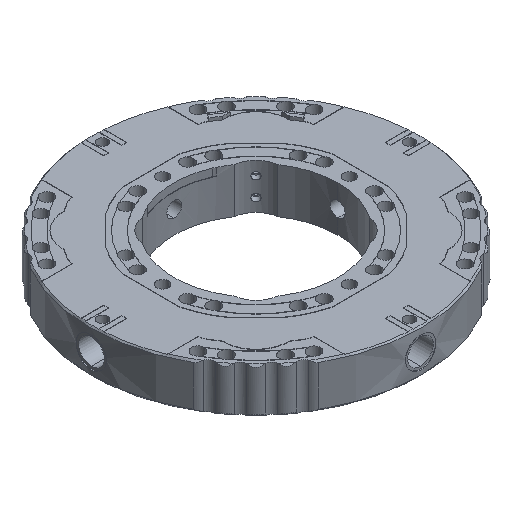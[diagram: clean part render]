
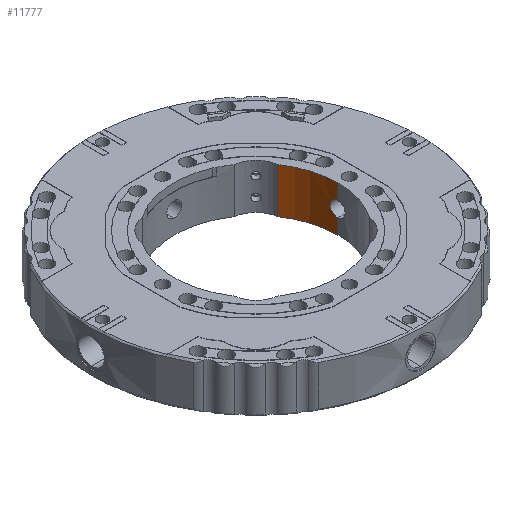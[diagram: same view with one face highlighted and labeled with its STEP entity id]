
A CAD part, isometric view. The second image highlights one B-rep face of the part: STEP entity #11777.
In plain terms, the highlighted cylindrical face has radius 69.215 mm (diameter 138.43 mm), a partial arc.
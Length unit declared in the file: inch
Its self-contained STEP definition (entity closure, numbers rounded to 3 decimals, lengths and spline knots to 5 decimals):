
#180 = CARTESIAN_POINT ( 'NONE',  ( 2.71776, 0.19874, 0.15254 ) ) ;
#398 = EDGE_CURVE ( 'NONE', #25555, #7640, #9885, .T. ) ;
#708 = VECTOR ( 'NONE', #6404, 39.37008 ) ;
#1122 = CARTESIAN_POINT ( 'NONE',  ( 2.71409, 0.24357, 0.05691 ) ) ;
#1856 = CARTESIAN_POINT ( 'NONE',  ( 2.71468, 0.23693, -0.08019 ) ) ;
#2072 = DIRECTION ( 'NONE',  ( 1., 0., 0. ) ) ;
#2163 = AXIS2_PLACEMENT_3D ( 'NONE', #17293, #4952, #19387 ) ;
#2459 = EDGE_CURVE ( 'NONE', #21692, #2614, #8861, .T. ) ;
#2614 = VERTEX_POINT ( 'NONE', #14406 ) ;
#3005 = VERTEX_POINT ( 'NONE', #11522 ) ;
#4394 = CARTESIAN_POINT ( 'NONE',  ( 2.725, 0., -0.745 ) ) ;
#4479 = CARTESIAN_POINT ( 'NONE',  ( 2.71572, 0.22474, -0.11072 ) ) ;
#4890 = CARTESIAN_POINT ( 'NONE',  ( 2.72002, 0.16512, 0.18841 ) ) ;
#4952 = DIRECTION ( 'NONE',  ( 0., 0., 1. ) ) ;
#5200 = EDGE_LOOP ( 'NONE', ( #14337, #20986, #13651, #25578, #20496, #21694 ) ) ;
#5698 = CARTESIAN_POINT ( 'NONE',  ( 2.71492, 0.23414, -0.088 ) ) ;
#5966 = CARTESIAN_POINT ( 'NONE',  ( 2.71366, 0.24836, 0.03294 ) ) ;
#6033 = CARTESIAN_POINT ( 'NONE',  ( 2.72382, 0.08042, 0.23685 ) ) ;
#6053 = CARTESIAN_POINT ( 'NONE',  ( 2.71426, 0.24168, -0.06449 ) ) ;
#6121 = CYLINDRICAL_SURFACE ( 'NONE', #22902, 2.725 ) ;
#6404 = DIRECTION ( 'NONE',  ( 0., 0., 1. ) ) ;
#6654 = CARTESIAN_POINT ( 'NONE',  ( 2.72179, 0.13235, -0.21225 ) ) ;
#6777 = FACE_OUTER_BOUND ( 'NONE', #5200, .T. ) ;
#7188 = EDGE_CURVE ( 'NONE', #3005, #7640, #17211, .T. ) ;
#7640 = VERTEX_POINT ( 'NONE', #14291 ) ;
#7882 = CARTESIAN_POINT ( 'NONE',  ( 2.725, 0., -0.25 ) ) ;
#8025 = CARTESIAN_POINT ( 'NONE',  ( 2.72485, 0.03254, 0.24842 ) ) ;
#8619 = CARTESIAN_POINT ( 'NONE',  ( 2.71469, 0.23681, 0.08055 ) ) ;
#8782 = CARTESIAN_POINT ( 'NONE',  ( 2.72214, 0.12494, 0.2167 ) ) ;
#8861 = LINE ( 'NONE', #16314, #19211 ) ;
#9108 = VERTEX_POINT ( 'NONE', #16373 ) ;
#9310 = CARTESIAN_POINT ( 'NONE',  ( 2.72427, 0.0652, -0.24191 ) ) ;
#9355 = EDGE_CURVE ( 'NONE', #25555, #9108, #21310, .T. ) ;
#9607 = CARTESIAN_POINT ( 'NONE',  ( 2.72181, 0.13203, 0.21245 ) ) ;
#9885 = B_SPLINE_CURVE_WITH_KNOTS ( 'NONE', 3,
 ( #11420, #26709, #8025, #11860, #18905, #6033, #12451, #11696, #8782, #9607, #13777, #4890, #19965, #180, #14227, #15114, #17493, #8619, #25083, #1122, #5966, #22265, #26480, #24234, #20030, #6053, #1856, #5698, #4479, #14205, #18227, #16984, #16564, #17269, #6654, #16772, #20404, #14030, #21633, #9310, #17989, #15744, #7882 ),
 .UNSPECIFIED., .F., .F.,
 ( 4, 2, 2, 1, 2, 2, 2, 2, 2, 2, 2, 2, 2, 2, 2, 2, 2, 2, 2, 2, 2, 4 ),
 ( 0.01986, 0.0211, 0.02173, 0.02235, 0.02297, 0.02359, 0.02483, 0.02607, 0.02731, 0.02793, 0.02855, 0.02979, 0.03103, 0.03165, 0.03228, 0.03352, 0.03476, 0.036, 0.03662, 0.03724, 0.03848, 0.03972 ),
 .UNSPECIFIED. ) ;
#10810 = CARTESIAN_POINT ( 'NONE',  ( 0., 0., -0.745 ) ) ;
#11089 = EDGE_CURVE ( 'NONE', #3005, #21692, #26700, .T. ) ;
#11420 = CARTESIAN_POINT ( 'NONE',  ( 2.725, 0., 0.25 ) ) ;
#11522 = CARTESIAN_POINT ( 'NONE',  ( 2.725, 0., -0.745 ) ) ;
#11696 = CARTESIAN_POINT ( 'NONE',  ( 2.72277, 0.11051, 0.2244 ) ) ;
#11777 = ADVANCED_FACE ( 'NONE', ( #6777 ), #6121, .F. ) ;
#11860 = CARTESIAN_POINT ( 'NONE',  ( 2.72442, 0.05673, 0.24362 ) ) ;
#12451 = CARTESIAN_POINT ( 'NONE',  ( 2.72335, 0.09577, 0.23136 ) ) ;
#12850 = DIRECTION ( 'NONE',  ( 0., 0., 1. ) ) ;
#12919 = CARTESIAN_POINT ( 'NONE',  ( 2.725, 0., 0.25 ) ) ;
#13185 = CARTESIAN_POINT ( 'NONE',  ( 2.725, 0., -0.745 ) ) ;
#13651 = ORIENTED_EDGE ( 'NONE', *, *, #398, .F. ) ;
#13777 = CARTESIAN_POINT ( 'NONE',  ( 2.72076, 0.15254, 0.19875 ) ) ;
#14030 = CARTESIAN_POINT ( 'NONE',  ( 2.72305, 0.10346, -0.22773 ) ) ;
#14205 = CARTESIAN_POINT ( 'NONE',  ( 2.71636, 0.21707, -0.12508 ) ) ;
#14227 = CARTESIAN_POINT ( 'NONE',  ( 2.71637, 0.2169, 0.12538 ) ) ;
#14291 = CARTESIAN_POINT ( 'NONE',  ( 2.725, 0., -0.25 ) ) ;
#14337 = ORIENTED_EDGE ( 'NONE', *, *, #11089, .F. ) ;
#14406 = CARTESIAN_POINT ( 'NONE',  ( 2.25663, 1.5275, 0.755 ) ) ;
#14459 = DIRECTION ( 'NONE',  ( 0., 0., 1. ) ) ;
#15114 = CARTESIAN_POINT ( 'NONE',  ( 2.71574, 0.22459, 0.11103 ) ) ;
#15744 = CARTESIAN_POINT ( 'NONE',  ( 2.725, 0.01652, -0.25 ) ) ;
#16314 = CARTESIAN_POINT ( 'NONE',  ( 2.25663, 1.5275, -0.745 ) ) ;
#16373 = CARTESIAN_POINT ( 'NONE',  ( 2.725, 0., 0.755 ) ) ;
#16564 = CARTESIAN_POINT ( 'NONE',  ( 2.72, 0.16538, -0.18819 ) ) ;
#16772 = CARTESIAN_POINT ( 'NONE',  ( 2.72213, 0.12525, -0.21652 ) ) ;
#16984 = CARTESIAN_POINT ( 'NONE',  ( 2.7185, 0.18842, -0.16512 ) ) ;
#17176 = EDGE_CURVE ( 'NONE', #9108, #2614, #17195, .T. ) ;
#17195 = CIRCLE ( 'NONE', #2163, 2.725 ) ;
#17211 = LINE ( 'NONE', #4394, #708 ) ;
#17269 = CARTESIAN_POINT ( 'NONE',  ( 2.72075, 0.15281, -0.19854 ) ) ;
#17293 = CARTESIAN_POINT ( 'NONE',  ( 0., 0., 0.755 ) ) ;
#17493 = CARTESIAN_POINT ( 'NONE',  ( 2.71494, 0.23401, 0.08835 ) ) ;
#17989 = CARTESIAN_POINT ( 'NONE',  ( 2.72485, 0.03287, -0.24838 ) ) ;
#18227 = CARTESIAN_POINT ( 'NONE',  ( 2.71774, 0.19896, -0.15225 ) ) ;
#18905 = CARTESIAN_POINT ( 'NONE',  ( 2.72424, 0.06476, 0.2416 ) ) ;
#19211 = VECTOR ( 'NONE', #26345, 39.37008 ) ;
#19387 = DIRECTION ( 'NONE',  ( 1., 0., 0. ) ) ;
#19965 = CARTESIAN_POINT ( 'NONE',  ( 2.71852, 0.18819, 0.16538 ) ) ;
#20030 = CARTESIAN_POINT ( 'NONE',  ( 2.71409, 0.24365, -0.05657 ) ) ;
#20404 = CARTESIAN_POINT ( 'NONE',  ( 2.72276, 0.11083, -0.22424 ) ) ;
#20496 = ORIENTED_EDGE ( 'NONE', *, *, #17176, .T. ) ;
#20676 = VECTOR ( 'NONE', #12850, 39.37008 ) ;
#20684 = CARTESIAN_POINT ( 'NONE',  ( 2.25663, 1.5275, -0.745 ) ) ;
#20986 = ORIENTED_EDGE ( 'NONE', *, *, #7188, .T. ) ;
#21216 = DIRECTION ( 'NONE',  ( 0., 0., 1. ) ) ;
#21310 = LINE ( 'NONE', #13185, #20676 ) ;
#21633 = CARTESIAN_POINT ( 'NONE',  ( 2.72384, 0.08091, -0.2371 ) ) ;
#21677 = AXIS2_PLACEMENT_3D ( 'NONE', #26810, #14459, #2072 ) ;
#21692 = VERTEX_POINT ( 'NONE', #20684 ) ;
#21694 = ORIENTED_EDGE ( 'NONE', *, *, #2459, .F. ) ;
#22265 = CARTESIAN_POINT ( 'NONE',  ( 2.71351, 0.24999, 0.0167 ) ) ;
#22902 = AXIS2_PLACEMENT_3D ( 'NONE', #10810, #21216, #25257 ) ;
#24234 = CARTESIAN_POINT ( 'NONE',  ( 2.71366, 0.2484, -0.03259 ) ) ;
#25083 = CARTESIAN_POINT ( 'NONE',  ( 2.71427, 0.24159, 0.06483 ) ) ;
#25257 = DIRECTION ( 'NONE',  ( 1., 0., 0. ) ) ;
#25555 = VERTEX_POINT ( 'NONE', #12919 ) ;
#25578 = ORIENTED_EDGE ( 'NONE', *, *, #9355, .T. ) ;
#26345 = DIRECTION ( 'NONE',  ( 0., 0., 1. ) ) ;
#26480 = CARTESIAN_POINT ( 'NONE',  ( 2.71351, 0.25001, -0.01632 ) ) ;
#26700 = CIRCLE ( 'NONE', #21677, 2.725 ) ;
#26709 = CARTESIAN_POINT ( 'NONE',  ( 2.725, 0.01632, 0.25 ) ) ;
#26810 = CARTESIAN_POINT ( 'NONE',  ( 0., 0., -0.745 ) ) ;
